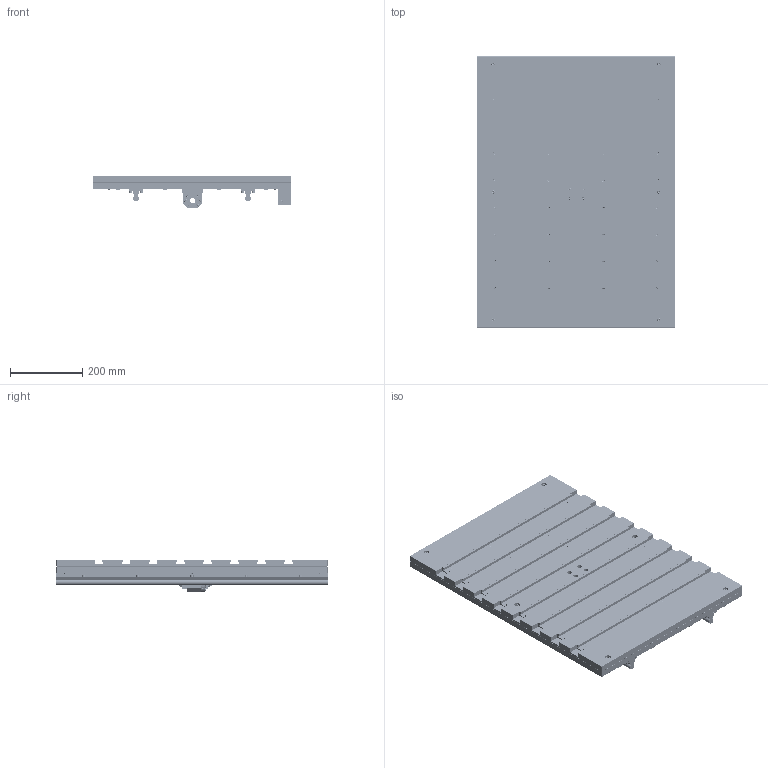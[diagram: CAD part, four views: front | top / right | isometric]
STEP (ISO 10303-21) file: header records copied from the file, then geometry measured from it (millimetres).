
FILE_DESCRIPTION(/* description */ (''),/* implementation_level */ '2;1');
FILE_NAME(/* name */ 'X Axis Assembly.step',/* time_stamp */ '2020-04-15T09:20:15+01:00',/* author */ (''),/* organization */ (''),/* preprocessor_version */ 'ST-DEVELOPER v18.1',/* originating_system */ 'Autodesk Translation Framework v9.2.0.1227',/* authorisation */ '');
FILE_SCHEMA (('AUTOMOTIVE_DESIGN { 1 0 10303 214 3 1 1 }'));
Length unit declared in the file: millimetre
Products named in the file (117): X Axis Assembly; X Ballnut Spacer; X Axis Ballnut; Ballnut 16mm; Ball Nut; Ballnut Housing 28mm; Ballnut Housing 28mm_1; Top Screws; DIN912_M5X35MM; DIN912_M5X35MM_1; DIN912_M5X35MM_2; DIN912_M5X35MM_3; Front Screws; DIN912_M5X16MM; DIN912_M5X16MM_1; DIN912_M5X16MM_2; DIN912_M5X16MM_3; DIN912_M5X16MM_4; DIN912_M5X16MM_5; M5x16; Rail 750mm with screws; Screw set; nut_iso_4032-05; washer_iso_7089-5-a_140; Screw set_1; nut_iso_4032-05_1; washer_iso_7089-5-a_140_1; Screw set_2; nut_iso_4032-05_2; washer_iso_7089-5-a_140_2; Screw set_3; nut_iso_4032-05_3; washer_iso_7089-5-a_140_3; Screw set_4; nut_iso_4032-05_4; washer_iso_7089-5-a_140_4; Screw set_5; nut_iso_4032-05_5; washer_iso_7089-5-a_140_5; Screw set_6 ...
Assembly tree (216 placements, depth 5):
  X Axis Assembly
    X Ballnut Spacer  x2
    X Axis Ballnut
      Ballnut 16mm
        Ball Nut
      Ballnut Housing 28mm
        Ballnut Housing 28mm_1
      Top Screws
        DIN912_M5X35MM
          M5x35
        DIN912_M5X35MM_1
          M5x35
        washer_iso_7089-6-a_140  x4
        DIN912_M5X35MM_2
          M5x35
        DIN912_M5X35MM_3
          M5x35
      Front Screws
        DIN912_M5X16MM
          M5x16
        DIN912_M5X16MM_1
          M5x16
        DIN912_M5X16MM_2
          M5x16
        DIN912_M5X16MM_3
          M5x16
        DIN912_M5X16MM_4
          M5x16
        DIN912_M5X16MM_5
          M5x16
    Rail 750mm with screws
      SBR16-750mm
        SBR16-750
      Screw set
        DIN912_M5X25MM
          M5x25
        nut_iso_4032-05
          Nut_1
        washer_iso_7089-5-a_140
          Washer M5
      Screw set_1
        DIN912_M5X25MM
          M5x25
        nut_iso_4032-05_1
          Nut_1
        washer_iso_7089-5-a_140_1
          Washer M5
      Screw set_2
        DIN912_M5X25MM
          M5x25
        nut_iso_4032-05_2
          Nut_1
        washer_iso_7089-5-a_140_2
          Washer M5
      Screw set_3
        DIN912_M5X25MM
          M5x25
        nut_iso_4032-05_3
          Nut_1
        washer_iso_7089-5-a_140_3
Bounding box: 550 x 750 x 88 mm (x, y, z)
Volume: 14893040.6 mm3; surface area: 2769118 mm2
Topology: 164 solids, 164 shells, 7465 faces, 19071 edges, 12005 vertices
Faces by surface type: plane 3103, cylinder 2251, cone 1751, torus 268, bspline 76, sphere 16
Full cylindrical faces by diameter (mm): 2.64 x320, 4 x32, 4.134 x24, 4.917 x6, 4.918 x1, 5 x1002, 5.3 x24, 5.5 x26, 6 x202, 6.6 x16, 7 x12, 7.3 x32, 8.5 x32, 10 x30, 12.7 x44, 13.75 x16, 15 x1, 15.9 x12, 16 x2, 28 x2, 28.4 x1
Entity records: 39108 total; most frequent: CARTESIAN_POINT 17289, DIRECTION 4452, ORIENTED_EDGE 3850, EDGE_CURVE 1925, AXIS2_PLACEMENT_3D 1796, VERTEX_POINT 1215, EDGE_LOOP 1042, LINE 860
